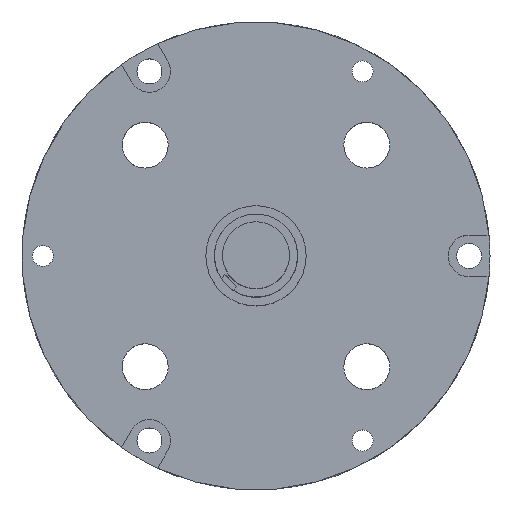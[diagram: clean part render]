
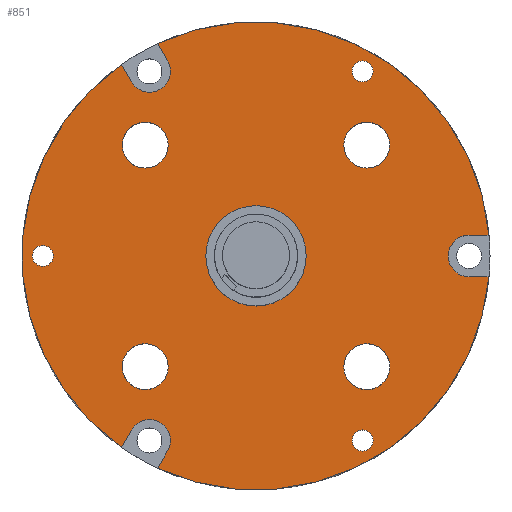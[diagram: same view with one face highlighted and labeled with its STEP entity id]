
A CAD part, top view. The second image highlights one B-rep face of the part: STEP entity #851.
In plain terms, the highlighted planar face has unit normal (0, 0, 1).
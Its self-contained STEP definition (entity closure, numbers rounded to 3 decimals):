
#28=FACE_BOUND('',#132,.T.);
#29=FACE_BOUND('',#133,.T.);
#30=FACE_BOUND('',#134,.T.);
#31=FACE_BOUND('',#135,.T.);
#32=FACE_BOUND('',#136,.T.);
#33=FACE_BOUND('',#137,.T.);
#34=FACE_BOUND('',#138,.T.);
#35=FACE_BOUND('',#139,.T.);
#47=PLANE('',#940);
#76=FACE_OUTER_BOUND('',#131,.T.);
#131=EDGE_LOOP('',(#629,#630,#631,#632,#633,#634,#635,#636,#637,#638,#639,
#640));
#132=EDGE_LOOP('',(#641));
#133=EDGE_LOOP('',(#642));
#134=EDGE_LOOP('',(#643));
#135=EDGE_LOOP('',(#644));
#136=EDGE_LOOP('',(#645));
#137=EDGE_LOOP('',(#646));
#138=EDGE_LOOP('',(#647));
#139=EDGE_LOOP('',(#648));
#188=LINE('',#1339,#250);
#193=LINE('',#1353,#255);
#196=LINE('',#1365,#258);
#197=LINE('',#1369,#259);
#198=LINE('',#1373,#260);
#199=LINE('',#1377,#261);
#250=VECTOR('',#1074,10.);
#255=VECTOR('',#1087,10.);
#258=VECTOR('',#1100,10.);
#259=VECTOR('',#1103,10.);
#260=VECTOR('',#1106,10.);
#261=VECTOR('',#1109,10.);
#310=CIRCLE('',#906,5.5);
#313=CIRCLE('',#910,5.5);
#316=CIRCLE('',#914,5.5);
#319=CIRCLE('',#918,5.5);
#332=CIRCLE('',#934,5.);
#336=CIRCLE('',#941,56.);
#337=CIRCLE('',#942,5.);
#338=CIRCLE('',#943,56.);
#339=CIRCLE('',#944,5.);
#340=CIRCLE('',#945,56.);
#341=CIRCLE('',#946,12.);
#342=CIRCLE('',#947,2.518);
#343=CIRCLE('',#948,2.518);
#344=CIRCLE('',#949,2.518);
#368=VERTEX_POINT('',#1288);
#371=VERTEX_POINT('',#1296);
#374=VERTEX_POINT('',#1304);
#377=VERTEX_POINT('',#1312);
#386=VERTEX_POINT('',#1337);
#387=VERTEX_POINT('',#1338);
#390=VERTEX_POINT('',#1346);
#392=VERTEX_POINT('',#1352);
#395=VERTEX_POINT('',#1362);
#396=VERTEX_POINT('',#1364);
#397=VERTEX_POINT('',#1366);
#398=VERTEX_POINT('',#1368);
#399=VERTEX_POINT('',#1370);
#400=VERTEX_POINT('',#1372);
#401=VERTEX_POINT('',#1374);
#402=VERTEX_POINT('',#1376);
#403=VERTEX_POINT('',#1379);
#404=VERTEX_POINT('',#1381);
#405=VERTEX_POINT('',#1383);
#406=VERTEX_POINT('',#1385);
#451=EDGE_CURVE('',#368,#368,#310,.T.);
#455=EDGE_CURVE('',#371,#371,#313,.T.);
#459=EDGE_CURVE('',#374,#374,#316,.T.);
#463=EDGE_CURVE('',#377,#377,#319,.T.);
#476=EDGE_CURVE('',#386,#387,#188,.T.);
#480=EDGE_CURVE('',#390,#386,#332,.T.);
#483=EDGE_CURVE('',#392,#390,#193,.T.);
#488=EDGE_CURVE('',#395,#387,#336,.T.);
#489=EDGE_CURVE('',#395,#396,#196,.T.);
#490=EDGE_CURVE('',#396,#397,#337,.T.);
#491=EDGE_CURVE('',#397,#398,#197,.T.);
#492=EDGE_CURVE('',#399,#398,#338,.T.);
#493=EDGE_CURVE('',#399,#400,#198,.T.);
#494=EDGE_CURVE('',#400,#401,#339,.T.);
#495=EDGE_CURVE('',#401,#402,#199,.T.);
#496=EDGE_CURVE('',#392,#402,#340,.T.);
#497=EDGE_CURVE('',#403,#403,#341,.T.);
#498=EDGE_CURVE('',#404,#404,#342,.T.);
#499=EDGE_CURVE('',#405,#405,#343,.T.);
#500=EDGE_CURVE('',#406,#406,#344,.T.);
#629=ORIENTED_EDGE('',*,*,#483,.T.);
#630=ORIENTED_EDGE('',*,*,#480,.T.);
#631=ORIENTED_EDGE('',*,*,#476,.T.);
#632=ORIENTED_EDGE('',*,*,#488,.F.);
#633=ORIENTED_EDGE('',*,*,#489,.T.);
#634=ORIENTED_EDGE('',*,*,#490,.T.);
#635=ORIENTED_EDGE('',*,*,#491,.T.);
#636=ORIENTED_EDGE('',*,*,#492,.F.);
#637=ORIENTED_EDGE('',*,*,#493,.T.);
#638=ORIENTED_EDGE('',*,*,#494,.T.);
#639=ORIENTED_EDGE('',*,*,#495,.T.);
#640=ORIENTED_EDGE('',*,*,#496,.F.);
#641=ORIENTED_EDGE('',*,*,#451,.T.);
#642=ORIENTED_EDGE('',*,*,#455,.T.);
#643=ORIENTED_EDGE('',*,*,#459,.T.);
#644=ORIENTED_EDGE('',*,*,#463,.T.);
#645=ORIENTED_EDGE('',*,*,#497,.T.);
#646=ORIENTED_EDGE('',*,*,#498,.T.);
#647=ORIENTED_EDGE('',*,*,#499,.T.);
#648=ORIENTED_EDGE('',*,*,#500,.T.);
#851=ADVANCED_FACE('',(#76,#28,#29,#30,#31,#32,#33,#34,#35),#47,.T.);
#906=AXIS2_PLACEMENT_3D('',#1290,#1017,#1018);
#910=AXIS2_PLACEMENT_3D('',#1298,#1026,#1027);
#914=AXIS2_PLACEMENT_3D('',#1306,#1035,#1036);
#918=AXIS2_PLACEMENT_3D('',#1314,#1044,#1045);
#934=AXIS2_PLACEMENT_3D('',#1347,#1080,#1081);
#940=AXIS2_PLACEMENT_3D('',#1361,#1096,#1097);
#941=AXIS2_PLACEMENT_3D('',#1363,#1098,#1099);
#942=AXIS2_PLACEMENT_3D('',#1367,#1101,#1102);
#943=AXIS2_PLACEMENT_3D('',#1371,#1104,#1105);
#944=AXIS2_PLACEMENT_3D('',#1375,#1107,#1108);
#945=AXIS2_PLACEMENT_3D('',#1378,#1110,#1111);
#946=AXIS2_PLACEMENT_3D('',#1380,#1112,#1113);
#947=AXIS2_PLACEMENT_3D('',#1382,#1114,#1115);
#948=AXIS2_PLACEMENT_3D('',#1384,#1116,#1117);
#949=AXIS2_PLACEMENT_3D('',#1386,#1118,#1119);
#1017=DIRECTION('center_axis',(0.,0.,-1.));
#1018=DIRECTION('ref_axis',(-1.,0.,0.));
#1026=DIRECTION('center_axis',(0.,0.,-1.));
#1027=DIRECTION('ref_axis',(-1.,0.,0.));
#1035=DIRECTION('center_axis',(0.,0.,-1.));
#1036=DIRECTION('ref_axis',(-1.,0.,0.));
#1044=DIRECTION('center_axis',(0.,0.,-1.));
#1045=DIRECTION('ref_axis',(-1.,0.,0.));
#1074=DIRECTION('',(-0.5,-0.866,0.));
#1080=DIRECTION('center_axis',(0.,0.,-1.));
#1081=DIRECTION('ref_axis',(0.866,-0.5,0.));
#1087=DIRECTION('',(0.5,0.866,0.));
#1096=DIRECTION('center_axis',(0.,0.,1.));
#1097=DIRECTION('ref_axis',(1.,0.,0.));
#1098=DIRECTION('center_axis',(0.,0.,-1.));
#1099=DIRECTION('ref_axis',(1.,0.,0.));
#1100=DIRECTION('',(-1.,0.,0.));
#1101=DIRECTION('center_axis',(0.,0.,-1.));
#1102=DIRECTION('ref_axis',(0.,1.,0.));
#1103=DIRECTION('',(1.,0.,0.));
#1104=DIRECTION('center_axis',(0.,0.,-1.));
#1105=DIRECTION('ref_axis',(1.,0.,0.));
#1106=DIRECTION('',(0.5,-0.866,0.));
#1107=DIRECTION('center_axis',(0.,0.,-1.));
#1108=DIRECTION('ref_axis',(-0.866,-0.5,0.));
#1109=DIRECTION('',(-0.5,0.866,0.));
#1110=DIRECTION('center_axis',(0.,0.,-1.));
#1111=DIRECTION('ref_axis',(1.,0.,0.));
#1112=DIRECTION('center_axis',(0.,0.,-1.));
#1113=DIRECTION('ref_axis',(1.,0.,0.));
#1114=DIRECTION('center_axis',(0.,0.,-1.));
#1115=DIRECTION('ref_axis',(-1.,0.,0.));
#1116=DIRECTION('center_axis',(0.,0.,-1.));
#1117=DIRECTION('ref_axis',(-1.,0.,0.));
#1118=DIRECTION('center_axis',(0.,0.,-1.));
#1119=DIRECTION('ref_axis',(-1.,0.,0.));
#1288=CARTESIAN_POINT('',(-21.017,26.517,10.));
#1290=CARTESIAN_POINT('Origin',(-26.517,26.517,10.));
#1296=CARTESIAN_POINT('',(32.017,-26.517,10.));
#1298=CARTESIAN_POINT('Origin',(26.517,-26.517,10.));
#1304=CARTESIAN_POINT('',(32.017,26.517,10.));
#1306=CARTESIAN_POINT('Origin',(26.517,26.517,10.));
#1312=CARTESIAN_POINT('',(-21.017,-26.517,10.));
#1314=CARTESIAN_POINT('Origin',(-26.517,-26.517,10.));
#1337=CARTESIAN_POINT('',(-21.17,-46.667,10.));
#1338=CARTESIAN_POINT('',(-23.558,-50.804,10.));
#1339=CARTESIAN_POINT('',(-15.42,-36.708,10.));
#1346=CARTESIAN_POINT('',(-29.83,-41.667,10.));
#1347=CARTESIAN_POINT('Origin',(-25.5,-44.167,10.));
#1352=CARTESIAN_POINT('',(-32.218,-45.804,10.));
#1353=CARTESIAN_POINT('',(-25.274,-33.776,10.));
#1361=CARTESIAN_POINT('Origin',(-56.,0.,10.));
#1362=CARTESIAN_POINT('',(55.776,-5.,10.));
#1363=CARTESIAN_POINT('Origin',(0.,0.,10.));
#1364=CARTESIAN_POINT('',(51.,-5.,10.));
#1365=CARTESIAN_POINT('',(-0.112,-5.,10.));
#1366=CARTESIAN_POINT('',(51.,5.,10.));
#1367=CARTESIAN_POINT('Origin',(51.,0.,10.));
#1368=CARTESIAN_POINT('',(55.776,5.,10.));
#1369=CARTESIAN_POINT('',(-2.5,5.,10.));
#1370=CARTESIAN_POINT('',(-23.558,50.804,10.));
#1371=CARTESIAN_POINT('Origin',(0.,0.,10.));
#1372=CARTESIAN_POINT('',(-21.17,46.667,10.));
#1373=CARTESIAN_POINT('',(-16.614,38.776,10.));
#1374=CARTESIAN_POINT('',(-29.83,41.667,10.));
#1375=CARTESIAN_POINT('Origin',(-25.5,44.167,10.));
#1376=CARTESIAN_POINT('',(-32.218,45.804,10.));
#1377=CARTESIAN_POINT('',(-24.08,31.708,10.));
#1378=CARTESIAN_POINT('Origin',(0.,0.,10.));
#1379=CARTESIAN_POINT('',(12.,0.,10.));
#1380=CARTESIAN_POINT('Origin',(0.,0.,10.));
#1381=CARTESIAN_POINT('',(28.018,-44.167,10.));
#1382=CARTESIAN_POINT('Origin',(25.5,-44.167,10.));
#1383=CARTESIAN_POINT('',(28.018,44.167,10.));
#1384=CARTESIAN_POINT('Origin',(25.5,44.167,10.));
#1385=CARTESIAN_POINT('',(-48.483,0.,10.));
#1386=CARTESIAN_POINT('Origin',(-51.,0.,10.));
